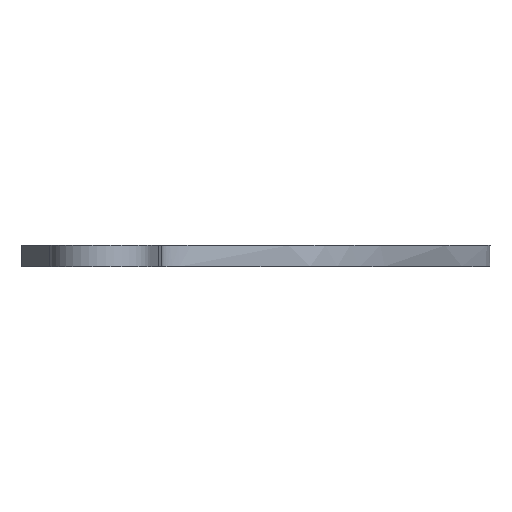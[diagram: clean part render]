
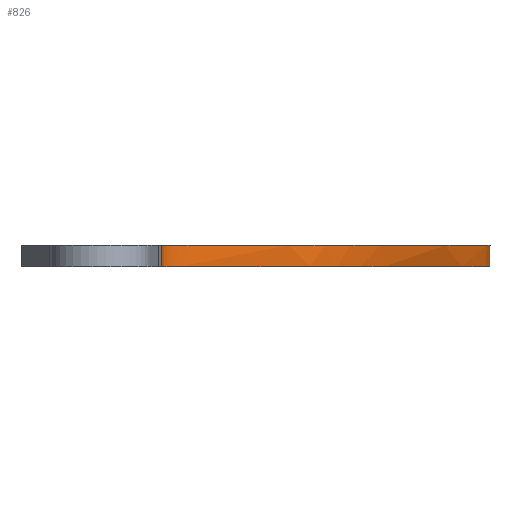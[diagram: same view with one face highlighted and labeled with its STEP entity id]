
A CAD part, left-side view. The second image highlights one B-rep face of the part: STEP entity #826.
In plain terms, the highlighted free-form (B-spline) face has degree [3, 1] with [12, 2] control points.
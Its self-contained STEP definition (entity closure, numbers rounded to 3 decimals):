
#32=B_SPLINE_SURFACE_WITH_KNOTS('',3,1,((#1668,#1669),(#1670,#1671),(#1672,
#1673),(#1674,#1675),(#1676,#1677),(#1678,#1679),(#1680,#1681),(#1682,#1683),
(#1684,#1685),(#1686,#1687),(#1688,#1689),(#1690,#1691)),.UNSPECIFIED.,
 .F.,.F.,.F.,(4,1,1,1,1,1,1,1,1,4),(2,2),(0.,1.917,3.834,
7.667,11.334,15.,16.212,17.423,
18.325,19.227),(0.,1.081),.UNSPECIFIED.);
#82=B_SPLINE_CURVE_WITH_KNOTS('',3,(#1300,#1301,#1302,#1303,#1304,#1305,
#1306,#1307,#1308,#1309,#1310),.UNSPECIFIED.,.F.,.F.,(4,1,1,1,1,1,1,1,4),
(-23.465,-21.126,-18.786,-14.107,
-9.633,-5.158,-3.679,-2.201,
-2.022),.UNSPECIFIED.);
#92=B_SPLINE_CURVE_WITH_KNOTS('',3,(#1445,#1446,#1447,#1448,#1449,#1450,
#1451,#1452,#1453,#1454,#1455),.UNSPECIFIED.,.F.,.F.,(4,1,1,1,1,1,1,1,4),
(-13.456,-13.343,-12.416,-11.488,
-8.68,-5.872,-2.936,-1.468,
0.),.UNSPECIFIED.);
#97=B_SPLINE_CURVE_WITH_KNOTS('',3,(#1560,#1561,#1562,#1563,#1564,#1565),
 .UNSPECIFIED.,.F.,.F.,(4,2,4),(-0.63,-0.315,0.),
 .UNSPECIFIED.);
#151=FACE_OUTER_BOUND('',#207,.T.);
#207=EDGE_LOOP('',(#750,#751,#752,#753));
#276=LINE('',#1692,#342);
#342=VECTOR('',#1076,10.);
#379=VERTEX_POINT('',#1297);
#380=VERTEX_POINT('',#1299);
#413=VERTEX_POINT('',#1442);
#414=VERTEX_POINT('',#1444);
#465=EDGE_CURVE('',#380,#379,#82,.T.);
#502=EDGE_CURVE('',#414,#413,#92,.T.);
#531=EDGE_CURVE('',#379,#414,#97,.T.);
#545=EDGE_CURVE('',#380,#413,#276,.T.);
#750=ORIENTED_EDGE('',*,*,#531,.T.);
#751=ORIENTED_EDGE('',*,*,#502,.T.);
#752=ORIENTED_EDGE('',*,*,#545,.F.);
#753=ORIENTED_EDGE('',*,*,#465,.T.);
#826=ADVANCED_FACE('',(#151),#32,.T.);
#1076=DIRECTION('',(0.,0.,-1.));
#1297=CARTESIAN_POINT('',(62.318,100.072,6.3));
#1299=CARTESIAN_POINT('',(199.023,2.631,6.3));
#1300=CARTESIAN_POINT('Ctrl Pts',(199.023,2.631,6.3));
#1301=CARTESIAN_POINT('Ctrl Pts',(193.159,1.671,6.3));
#1302=CARTESIAN_POINT('Ctrl Pts',(179.917,6.799,6.3));
#1303=CARTESIAN_POINT('Ctrl Pts',(156.362,14.75,6.3));
#1304=CARTESIAN_POINT('Ctrl Pts',(128.403,29.484,6.3));
#1305=CARTESIAN_POINT('Ctrl Pts',(94.807,47.192,6.3));
#1306=CARTESIAN_POINT('Ctrl Pts',(81.216,73.973,6.3));
#1307=CARTESIAN_POINT('Ctrl Pts',(72.072,90.739,6.3));
#1308=CARTESIAN_POINT('Ctrl Pts',(66.521,99.835,6.3));
#1309=CARTESIAN_POINT('Ctrl Pts',(62.736,100.088,6.3));
#1310=CARTESIAN_POINT('Ctrl Pts',(62.318,100.072,6.3));
#1442=CARTESIAN_POINT('',(199.023,2.631,0.));
#1444=CARTESIAN_POINT('',(62.318,100.072,0.));
#1445=CARTESIAN_POINT('Ctrl Pts',(62.318,100.072,0.));
#1446=CARTESIAN_POINT('Ctrl Pts',(62.736,100.088,0.));
#1447=CARTESIAN_POINT('Ctrl Pts',(66.521,99.835,0.));
#1448=CARTESIAN_POINT('Ctrl Pts',(72.072,90.739,0.));
#1449=CARTESIAN_POINT('Ctrl Pts',(81.216,73.973,0.));
#1450=CARTESIAN_POINT('Ctrl Pts',(94.807,47.192,0.));
#1451=CARTESIAN_POINT('Ctrl Pts',(128.403,29.484,0.));
#1452=CARTESIAN_POINT('Ctrl Pts',(156.362,14.75,0.));
#1453=CARTESIAN_POINT('Ctrl Pts',(179.917,6.799,0.));
#1454=CARTESIAN_POINT('Ctrl Pts',(193.159,1.671,0.));
#1455=CARTESIAN_POINT('Ctrl Pts',(199.023,2.631,0.));
#1560=CARTESIAN_POINT('Ctrl Pts',(62.318,100.072,6.3));
#1561=CARTESIAN_POINT('Ctrl Pts',(62.318,100.072,5.25));
#1562=CARTESIAN_POINT('Ctrl Pts',(62.318,100.072,4.2));
#1563=CARTESIAN_POINT('Ctrl Pts',(62.318,100.072,2.1));
#1564=CARTESIAN_POINT('Ctrl Pts',(62.318,100.072,1.05));
#1565=CARTESIAN_POINT('Ctrl Pts',(62.318,100.072,0.));
#1668=CARTESIAN_POINT('Ctrl Pts',(199.023,2.631,7.656));
#1669=CARTESIAN_POINT('Ctrl Pts',(199.023,2.631,-3.159));
#1670=CARTESIAN_POINT('Ctrl Pts',(193.159,1.671,7.656));
#1671=CARTESIAN_POINT('Ctrl Pts',(193.159,1.671,-3.159));
#1672=CARTESIAN_POINT('Ctrl Pts',(179.917,6.799,7.656));
#1673=CARTESIAN_POINT('Ctrl Pts',(179.917,6.799,-3.159));
#1674=CARTESIAN_POINT('Ctrl Pts',(156.362,14.75,7.656));
#1675=CARTESIAN_POINT('Ctrl Pts',(156.362,14.75,-3.159));
#1676=CARTESIAN_POINT('Ctrl Pts',(128.403,29.484,7.656));
#1677=CARTESIAN_POINT('Ctrl Pts',(128.403,29.484,-3.159));
#1678=CARTESIAN_POINT('Ctrl Pts',(94.807,47.192,7.656));
#1679=CARTESIAN_POINT('Ctrl Pts',(94.807,47.192,-3.159));
#1680=CARTESIAN_POINT('Ctrl Pts',(81.216,73.973,7.656));
#1681=CARTESIAN_POINT('Ctrl Pts',(81.216,73.973,-3.159));
#1682=CARTESIAN_POINT('Ctrl Pts',(72.072,90.739,7.656));
#1683=CARTESIAN_POINT('Ctrl Pts',(72.072,90.739,-3.159));
#1684=CARTESIAN_POINT('Ctrl Pts',(64.89,102.508,7.656));
#1685=CARTESIAN_POINT('Ctrl Pts',(64.89,102.508,-3.159));
#1686=CARTESIAN_POINT('Ctrl Pts',(55.439,97.45,7.656));
#1687=CARTESIAN_POINT('Ctrl Pts',(55.439,97.45,-3.159));
#1688=CARTESIAN_POINT('Ctrl Pts',(49.242,95.426,7.656));
#1689=CARTESIAN_POINT('Ctrl Pts',(49.242,95.426,-3.159));
#1690=CARTESIAN_POINT('Ctrl Pts',(47.018,93.894,7.656));
#1691=CARTESIAN_POINT('Ctrl Pts',(47.018,93.894,-3.159));
#1692=CARTESIAN_POINT('',(199.023,2.631,7.656));
